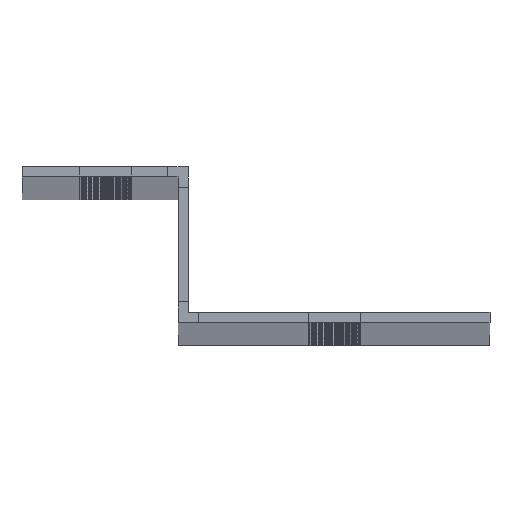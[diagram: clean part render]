
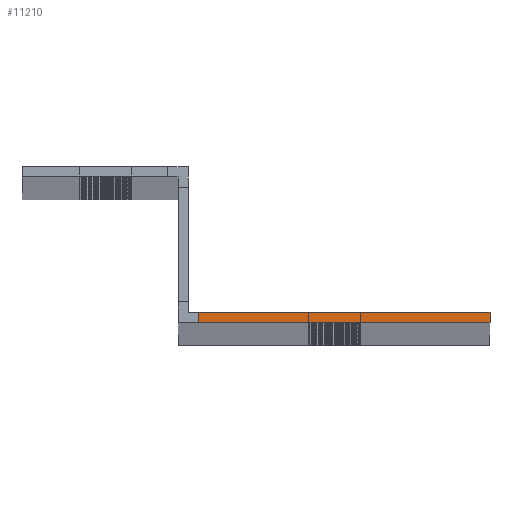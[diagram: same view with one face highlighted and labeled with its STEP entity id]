
A CAD part, top view. The second image highlights one B-rep face of the part: STEP entity #11210.
In plain terms, the highlighted planar face has unit normal (0, 0, 1).
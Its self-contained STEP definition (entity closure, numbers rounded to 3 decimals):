
#1289=FACE_OUTER_BOUND('',#2063,.T.);
#2063=EDGE_LOOP('',(#9130,#9131,#9132,#9133));
#2471=LINE('',#16186,#3527);
#2601=LINE('',#16698,#3657);
#2731=LINE('',#17208,#3787);
#3120=LINE('',#18239,#4176);
#3527=VECTOR('',#12931,10.);
#3657=VECTOR('',#13315,10.);
#3787=VECTOR('',#13699,10.);
#4176=VECTOR('',#14862,10.);
#4705=VERTEX_POINT('',#16183);
#4706=VERTEX_POINT('',#16185);
#4960=VERTEX_POINT('',#16695);
#4961=VERTEX_POINT('',#16697);
#5749=EDGE_CURVE('',#4705,#4706,#2471,.T.);
#6005=EDGE_CURVE('',#4961,#4960,#2601,.T.);
#6261=EDGE_CURVE('',#4960,#4706,#2731,.T.);
#6776=EDGE_CURVE('',#4705,#4961,#3120,.T.);
#9130=ORIENTED_EDGE('',*,*,#6261,.T.);
#9131=ORIENTED_EDGE('',*,*,#5749,.F.);
#9132=ORIENTED_EDGE('',*,*,#6776,.T.);
#9133=ORIENTED_EDGE('',*,*,#6005,.T.);
#10291=PLANE('',#12259);
#11210=ADVANCED_FACE('',(#1289),#10291,.T.);
#12259=AXIS2_PLACEMENT_3D('',#18238,#14860,#14861);
#12931=DIRECTION('',(-1.,0.,0.));
#13315=DIRECTION('',(-1.,0.,0.));
#13699=DIRECTION('',(0.,-1.,0.));
#14860=DIRECTION('center_axis',(0.,0.,1.));
#14861=DIRECTION('ref_axis',(1.,0.,0.));
#14862=DIRECTION('',(0.,1.,0.));
#16183=CARTESIAN_POINT('',(0.,0.,0.));
#16185=CARTESIAN_POINT('',(-56.,0.,0.));
#16186=CARTESIAN_POINT('',(0.,0.,0.));
#16695=CARTESIAN_POINT('',(-56.,2.,0.));
#16697=CARTESIAN_POINT('',(0.,2.,0.));
#16698=CARTESIAN_POINT('',(0.,2.,0.));
#17208=CARTESIAN_POINT('',(-56.,1.,0.));
#18238=CARTESIAN_POINT('Origin',(-60.,4.,0.));
#18239=CARTESIAN_POINT('',(0.,0.,0.));
